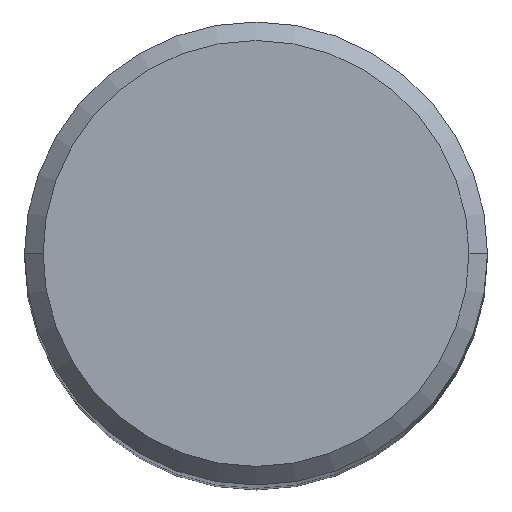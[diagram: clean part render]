
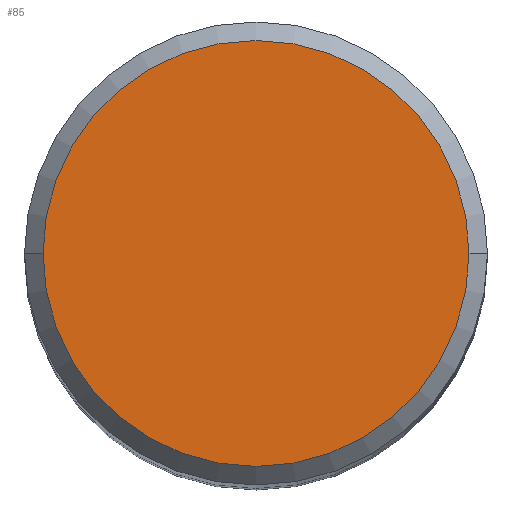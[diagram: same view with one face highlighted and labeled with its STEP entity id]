
A CAD part, top view. The second image highlights one B-rep face of the part: STEP entity #85.
In plain terms, the highlighted planar face has unit normal (0, 0, 1).
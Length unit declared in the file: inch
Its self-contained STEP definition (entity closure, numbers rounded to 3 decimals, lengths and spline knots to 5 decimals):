
#3 = AXIS2_PLACEMENT_3D ( 'NONE', #242, #133, #56 ) ;
#6 = CARTESIAN_POINT ( 'NONE',  ( 0., 0., 2.5 ) ) ;
#21 = ORIENTED_EDGE ( 'NONE', *, *, #92, .T. ) ;
#46 = AXIS2_PLACEMENT_3D ( 'NONE', #6, #260, #297 ) ;
#50 = VERTEX_POINT ( 'NONE', #88 ) ;
#52 = FACE_OUTER_BOUND ( 'NONE', #66, .T. ) ;
#56 = DIRECTION ( 'NONE',  ( 1., 0., 0. ) ) ;
#59 = EDGE_CURVE ( 'NONE', #50, #276, #229, .T. ) ;
#66 = EDGE_LOOP ( 'NONE', ( #21, #115 ) ) ;
#83 = AXIS2_PLACEMENT_3D ( 'NONE', #168, #322, #294 ) ;
#85 = ADVANCED_FACE ( 'NONE', ( #52 ), #193, .T. ) ;
#88 = CARTESIAN_POINT ( 'NONE',  ( 0.1725, 0., 2.5 ) ) ;
#92 = EDGE_CURVE ( 'NONE', #276, #50, #275, .T. ) ;
#115 = ORIENTED_EDGE ( 'NONE', *, *, #59, .T. ) ;
#133 = DIRECTION ( 'NONE',  ( 0., 0., 1. ) ) ;
#158 = CARTESIAN_POINT ( 'NONE',  ( -0.1725, 0., 2.5 ) ) ;
#168 = CARTESIAN_POINT ( 'NONE',  ( 0., 0., 2.5 ) ) ;
#193 = PLANE ( 'NONE',  #46 ) ;
#229 = CIRCLE ( 'NONE', #3, 0.1725 ) ;
#242 = CARTESIAN_POINT ( 'NONE',  ( 0., 0., 2.5 ) ) ;
#260 = DIRECTION ( 'NONE',  ( 0., 0., 1. ) ) ;
#275 = CIRCLE ( 'NONE', #83, 0.1725 ) ;
#276 = VERTEX_POINT ( 'NONE', #158 ) ;
#294 = DIRECTION ( 'NONE',  ( 1., 0., 0. ) ) ;
#297 = DIRECTION ( 'NONE',  ( 1., 0., 0. ) ) ;
#322 = DIRECTION ( 'NONE',  ( 0., 0., 1. ) ) ;
